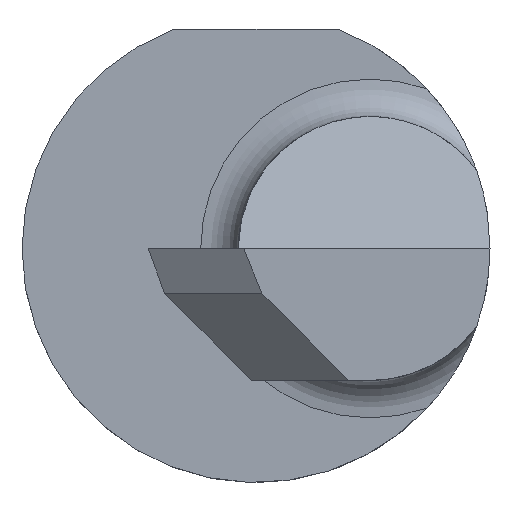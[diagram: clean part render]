
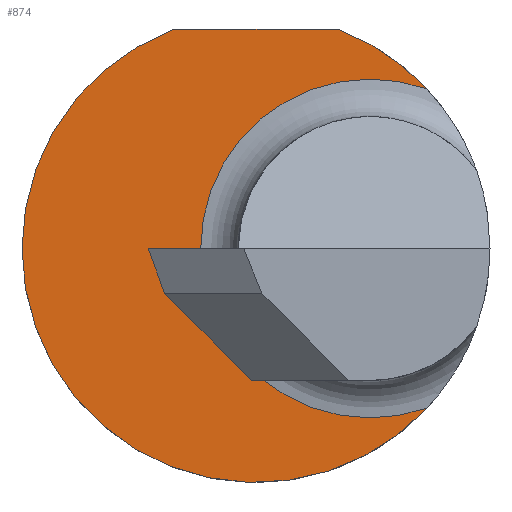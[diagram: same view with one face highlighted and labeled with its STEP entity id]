
A CAD part, left-side view. The second image highlights one B-rep face of the part: STEP entity #874.
In plain terms, the highlighted planar face has unit normal (-1, 0, 0).
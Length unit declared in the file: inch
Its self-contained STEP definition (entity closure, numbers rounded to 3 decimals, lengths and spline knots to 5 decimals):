
#18 = LINE ( 'NONE', #360, #606 ) ;
#23 = CARTESIAN_POINT ( 'NONE',  ( -1.82, 0.1561, 0. ) ) ;
#32 = DIRECTION ( 'NONE',  ( 0., 1., 0. ) ) ;
#43 = FACE_OUTER_BOUND ( 'NONE', #735, .T. ) ;
#52 = DIRECTION ( 'NONE',  ( -1., 0., 0. ) ) ;
#56 = CARTESIAN_POINT ( 'NONE',  ( -1.82, 0.1561, 0. ) ) ;
#77 = AXIS2_PLACEMENT_3D ( 'NONE', #574, #168, #96 ) ;
#96 = DIRECTION ( 'NONE',  ( 0., -1., 0. ) ) ;
#109 = AXIS2_PLACEMENT_3D ( 'NONE', #578, #781, #453 ) ;
#168 = DIRECTION ( 'NONE',  ( 1., 0., 0. ) ) ;
#241 = EDGE_CURVE ( 'NONE', #676, #475, #665, .T. ) ;
#250 = CARTESIAN_POINT ( 'NONE',  ( -1.82, 0., 0. ) ) ;
#264 = CARTESIAN_POINT ( 'NONE',  ( -1.82, -0.05497, 0.1461 ) ) ;
#265 = EDGE_CURVE ( 'NONE', #657, #676, #518, .T. ) ;
#318 = CARTESIAN_POINT ( 'NONE',  ( -1.82, -0.0761, 0. ) ) ;
#360 = CARTESIAN_POINT ( 'NONE',  ( -1.82, 0.1811, 0.1461 ) ) ;
#375 = CIRCLE ( 'NONE', #109, 0.1561 ) ;
#421 = CARTESIAN_POINT ( 'NONE',  ( -1.82, -0.11425, -0.10636 ) ) ;
#443 = CARTESIAN_POINT ( 'NONE',  ( -1.82, -0.11425, 0.10636 ) ) ;
#447 = ORIENTED_EDGE ( 'NONE', *, *, #673, .T. ) ;
#453 = DIRECTION ( 'NONE',  ( 0., -1., 0. ) ) ;
#454 = DIRECTION ( 'NONE',  ( 1., 0., 0. ) ) ;
#458 = DIRECTION ( 'NONE',  ( 0., -1., 0. ) ) ;
#466 = EDGE_CURVE ( 'NONE', #650, #657, #375, .T. ) ;
#475 = VERTEX_POINT ( 'NONE', #23 ) ;
#492 = AXIS2_PLACEMENT_3D ( 'NONE', #56, #52, #594 ) ;
#508 = VERTEX_POINT ( 'NONE', #787 ) ;
#518 = CIRCLE ( 'NONE', #631, 0.113 ) ;
#532 = DIRECTION ( 'NONE',  ( -1., 0., 0. ) ) ;
#543 = ORIENTED_EDGE ( 'NONE', *, *, #241, .F. ) ;
#574 = CARTESIAN_POINT ( 'NONE',  ( -1.82, 0., 0. ) ) ;
#578 = CARTESIAN_POINT ( 'NONE',  ( -1.82, 0., 0. ) ) ;
#594 = DIRECTION ( 'NONE',  ( 0., -1., 0. ) ) ;
#605 = ORIENTED_EDGE ( 'NONE', *, *, #265, .F. ) ;
#606 = VECTOR ( 'NONE', #32, 39.37008 ) ;
#631 = AXIS2_PLACEMENT_3D ( 'NONE', #318, #532, #788 ) ;
#650 = VERTEX_POINT ( 'NONE', #264 ) ;
#657 = VERTEX_POINT ( 'NONE', #443 ) ;
#665 = CIRCLE ( 'NONE', #769, 0.1561 ) ;
#672 = ORIENTED_EDGE ( 'NONE', *, *, #774, .F. ) ;
#673 = EDGE_CURVE ( 'NONE', #650, #508, #18, .T. ) ;
#676 = VERTEX_POINT ( 'NONE', #421 ) ;
#691 = CIRCLE ( 'NONE', #77, 0.1561 ) ;
#735 = EDGE_LOOP ( 'NONE', ( #605, #830, #447, #672, #543 ) ) ;
#769 = AXIS2_PLACEMENT_3D ( 'NONE', #250, #454, #458 ) ;
#774 = EDGE_CURVE ( 'NONE', #475, #508, #691, .T. ) ;
#781 = DIRECTION ( 'NONE',  ( 1., 0., 0. ) ) ;
#787 = CARTESIAN_POINT ( 'NONE',  ( -1.82, 0.05497, 0.1461 ) ) ;
#788 = DIRECTION ( 'NONE',  ( 0., -1., 0. ) ) ;
#789 = PLANE ( 'NONE',  #492 ) ;
#830 = ORIENTED_EDGE ( 'NONE', *, *, #466, .F. ) ;
#874 = ADVANCED_FACE ( 'NONE', ( #43 ), #789, .T. ) ;
